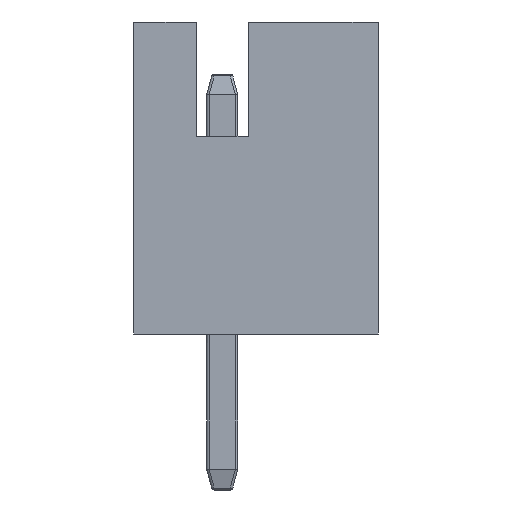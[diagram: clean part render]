
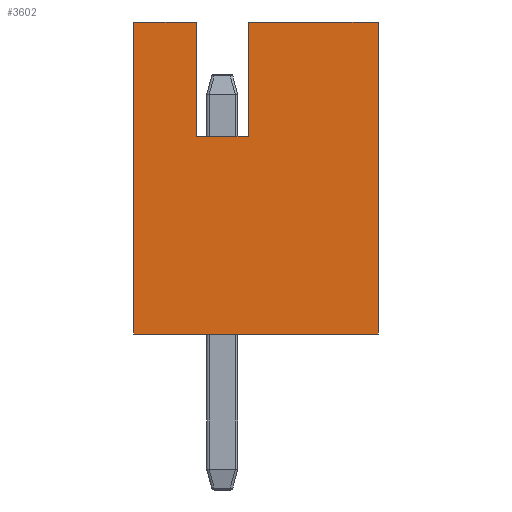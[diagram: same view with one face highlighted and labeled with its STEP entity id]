
A CAD part, left-side view. The second image highlights one B-rep face of the part: STEP entity #3602.
In plain terms, the highlighted planar face has unit normal (-1, 0, 0).
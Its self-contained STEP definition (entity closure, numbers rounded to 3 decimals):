
#148 = VECTOR ( 'NONE', #2284, 1000. ) ;
#182 = EDGE_CURVE ( 'NONE', #2461, #19388, #11359, .T. ) ;
#449 = FACE_OUTER_BOUND ( 'NONE', #9211, .T. ) ;
#684 = CARTESIAN_POINT ( 'NONE',  ( -1.95, 0.5, 6. ) ) ;
#1164 = ORIENTED_EDGE ( 'NONE', *, *, #1277, .T. ) ;
#1277 = EDGE_CURVE ( 'NONE', #2461, #22653, #5562, .T. ) ;
#1458 = CARTESIAN_POINT ( 'NONE',  ( -1.95, 1.7, 6. ) ) ;
#1755 = CARTESIAN_POINT ( 'NONE',  ( -1.95, -0.5, 6. ) ) ;
#2284 = DIRECTION ( 'NONE',  ( 0., 1., 0. ) ) ;
#2349 = CARTESIAN_POINT ( 'NONE',  ( -1.95, 1.7, 6. ) ) ;
#2461 = VERTEX_POINT ( 'NONE', #9391 ) ;
#2778 = DIRECTION ( 'NONE',  ( 0., 0., 1. ) ) ;
#2821 = VERTEX_POINT ( 'NONE', #19132 ) ;
#3017 = CARTESIAN_POINT ( 'NONE',  ( -1.95, 1.7, 0. ) ) ;
#3602 = ADVANCED_FACE ( 'NONE', ( #449 ), #8815, .T. ) ;
#3810 = EDGE_CURVE ( 'NONE', #19388, #13585, #6653, .T. ) ;
#4562 = EDGE_CURVE ( 'NONE', #18196, #15058, #6686, .T. ) ;
#4627 = CARTESIAN_POINT ( 'NONE',  ( -1.95, -3., 3.8 ) ) ;
#5517 = DIRECTION ( 'NONE',  ( 0., 0., -1. ) ) ;
#5562 = LINE ( 'NONE', #9742, #12463 ) ;
#6653 = LINE ( 'NONE', #10971, #7102 ) ;
#6686 = LINE ( 'NONE', #684, #10384 ) ;
#7102 = VECTOR ( 'NONE', #16884, 1000. ) ;
#7153 = DIRECTION ( 'NONE',  ( 0., 1., 0. ) ) ;
#7308 = VECTOR ( 'NONE', #20224, 1000. ) ;
#8374 = ORIENTED_EDGE ( 'NONE', *, *, #4562, .T. ) ;
#8567 = CARTESIAN_POINT ( 'NONE',  ( -1.95, 0.5, 6. ) ) ;
#8815 = PLANE ( 'NONE',  #14230 ) ;
#9211 = EDGE_LOOP ( 'NONE', ( #12371, #8374, #16657, #18808, #17403, #13092, #1164, #12454 ) ) ;
#9389 = CARTESIAN_POINT ( 'NONE',  ( -1.95, -3., 6. ) ) ;
#9391 = CARTESIAN_POINT ( 'NONE',  ( -1.95, -3., 6. ) ) ;
#9437 = VECTOR ( 'NONE', #7153, 1000. ) ;
#9742 = CARTESIAN_POINT ( 'NONE',  ( -1.95, -3., 6. ) ) ;
#10384 = VECTOR ( 'NONE', #2778, 1000. ) ;
#10530 = DIRECTION ( 'NONE',  ( -1., 0., 0. ) ) ;
#10971 = CARTESIAN_POINT ( 'NONE',  ( -1.95, -3., 0. ) ) ;
#11359 = LINE ( 'NONE', #9389, #17154 ) ;
#11696 = VERTEX_POINT ( 'NONE', #2349 ) ;
#12371 = ORIENTED_EDGE ( 'NONE', *, *, #15918, .T. ) ;
#12454 = ORIENTED_EDGE ( 'NONE', *, *, #17560, .T. ) ;
#12463 = VECTOR ( 'NONE', #13448, 1000. ) ;
#13092 = ORIENTED_EDGE ( 'NONE', *, *, #182, .F. ) ;
#13112 = CARTESIAN_POINT ( 'NONE',  ( -1.95, 0.5, 3.8 ) ) ;
#13448 = DIRECTION ( 'NONE',  ( 0., 1., 0. ) ) ;
#13585 = VERTEX_POINT ( 'NONE', #3017 ) ;
#14226 = LINE ( 'NONE', #1755, #7308 ) ;
#14230 = AXIS2_PLACEMENT_3D ( 'NONE', #14470, #10530, #16815 ) ;
#14467 = CARTESIAN_POINT ( 'NONE',  ( -1.95, -3., 0. ) ) ;
#14470 = CARTESIAN_POINT ( 'NONE',  ( -1.95, -3., 6. ) ) ;
#15058 = VERTEX_POINT ( 'NONE', #8567 ) ;
#15235 = LINE ( 'NONE', #1458, #15655 ) ;
#15473 = EDGE_CURVE ( 'NONE', #11696, #13585, #15235, .T. ) ;
#15655 = VECTOR ( 'NONE', #5517, 1000. ) ;
#15918 = EDGE_CURVE ( 'NONE', #2821, #18196, #18554, .T. ) ;
#16657 = ORIENTED_EDGE ( 'NONE', *, *, #16738, .T. ) ;
#16738 = EDGE_CURVE ( 'NONE', #15058, #11696, #17402, .T. ) ;
#16815 = DIRECTION ( 'NONE',  ( 0., -1., 0. ) ) ;
#16884 = DIRECTION ( 'NONE',  ( 0., 1., 0. ) ) ;
#17154 = VECTOR ( 'NONE', #17404, 1000. ) ;
#17402 = LINE ( 'NONE', #19493, #9437 ) ;
#17403 = ORIENTED_EDGE ( 'NONE', *, *, #3810, .F. ) ;
#17404 = DIRECTION ( 'NONE',  ( 0., 0., -1. ) ) ;
#17560 = EDGE_CURVE ( 'NONE', #22653, #2821, #14226, .T. ) ;
#18196 = VERTEX_POINT ( 'NONE', #13112 ) ;
#18554 = LINE ( 'NONE', #4627, #148 ) ;
#18808 = ORIENTED_EDGE ( 'NONE', *, *, #15473, .T. ) ;
#19132 = CARTESIAN_POINT ( 'NONE',  ( -1.95, -0.5, 3.8 ) ) ;
#19388 = VERTEX_POINT ( 'NONE', #14467 ) ;
#19493 = CARTESIAN_POINT ( 'NONE',  ( -1.95, -3., 6. ) ) ;
#20224 = DIRECTION ( 'NONE',  ( 0., 0., -1. ) ) ;
#21412 = CARTESIAN_POINT ( 'NONE',  ( -1.95, -0.5, 6. ) ) ;
#22653 = VERTEX_POINT ( 'NONE', #21412 ) ;
